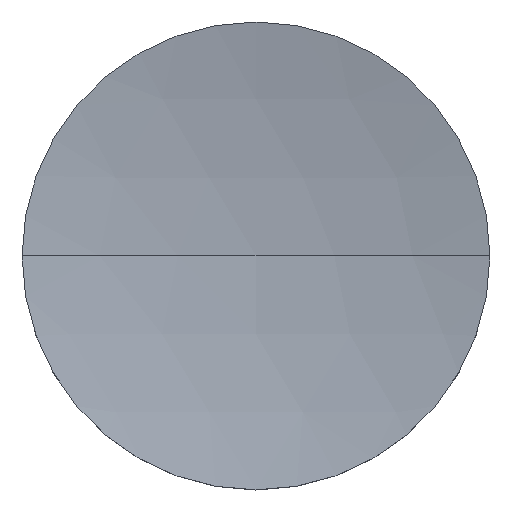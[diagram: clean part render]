
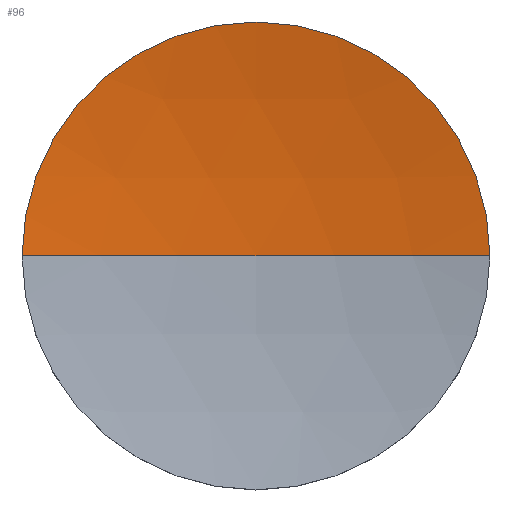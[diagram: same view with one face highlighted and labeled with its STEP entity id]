
A CAD part, top view. The second image highlights one B-rep face of the part: STEP entity #96.
In plain terms, the highlighted spherical face has radius 200 mm.
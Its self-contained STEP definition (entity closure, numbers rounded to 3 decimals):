
#1 = DIRECTION ( 'NONE',  ( 0., -1., 0. ) ) ;
#2 = DIRECTION ( 'NONE',  ( 1., 0., 0. ) ) ;
#10 = DIRECTION ( 'NONE',  ( 0., 1., 0. ) ) ;
#15 = CARTESIAN_POINT ( 'NONE',  ( 0., 0., 209.037 ) ) ;
#42 = ORIENTED_EDGE ( 'NONE', *, *, #61, .F. ) ;
#45 = CARTESIAN_POINT ( 'NONE',  ( 0., 0., 12.7 ) ) ;
#52 = CIRCLE ( 'NONE', #188, 38.1 ) ;
#54 = CARTESIAN_POINT ( 'NONE',  ( 38.1, 0., 12.7 ) ) ;
#55 = VERTEX_POINT ( 'NONE', #54 ) ;
#61 = EDGE_CURVE ( 'NONE', #55, #141, #180, .T. ) ;
#71 = AXIS2_PLACEMENT_3D ( 'NONE', #201, #1, #164 ) ;
#96 = ADVANCED_FACE ( 'NONE', ( #98 ), #168, .F. ) ;
#98 = FACE_OUTER_BOUND ( 'NONE', #145, .T. ) ;
#107 = ORIENTED_EDGE ( 'NONE', *, *, #111, .T. ) ;
#108 = ORIENTED_EDGE ( 'NONE', *, *, #146, .F. ) ;
#111 = EDGE_CURVE ( 'NONE', #198, #141, #123, .T. ) ;
#123 = CIRCLE ( 'NONE', #71, 200. ) ;
#128 = DIRECTION ( 'NONE',  ( 0., 0., 1. ) ) ;
#137 = DIRECTION ( 'NONE',  ( 0., 0., -1. ) ) ;
#138 = CARTESIAN_POINT ( 'NONE',  ( 0., 0., 209.037 ) ) ;
#141 = VERTEX_POINT ( 'NONE', #200 ) ;
#145 = EDGE_LOOP ( 'NONE', ( #108, #107, #42 ) ) ;
#146 = EDGE_CURVE ( 'NONE', #198, #55, #52, .T. ) ;
#157 = AXIS2_PLACEMENT_3D ( 'NONE', #15, #10, #128 ) ;
#161 = AXIS2_PLACEMENT_3D ( 'NONE', #138, #189, #183 ) ;
#164 = DIRECTION ( 'NONE',  ( 1., 0., 0. ) ) ;
#168 = SPHERICAL_SURFACE ( 'NONE', #161, 200. ) ;
#171 = CARTESIAN_POINT ( 'NONE',  ( -38.1, 0., 12.7 ) ) ;
#180 = CIRCLE ( 'NONE', #157, 200. ) ;
#183 = DIRECTION ( 'NONE',  ( 1., 0., 0. ) ) ;
#188 = AXIS2_PLACEMENT_3D ( 'NONE', #45, #137, #2 ) ;
#189 = DIRECTION ( 'NONE',  ( 0., -1., 0. ) ) ;
#198 = VERTEX_POINT ( 'NONE', #171 ) ;
#200 = CARTESIAN_POINT ( 'NONE',  ( 0., 0., 9.037 ) ) ;
#201 = CARTESIAN_POINT ( 'NONE',  ( 0., 0., 209.037 ) ) ;
